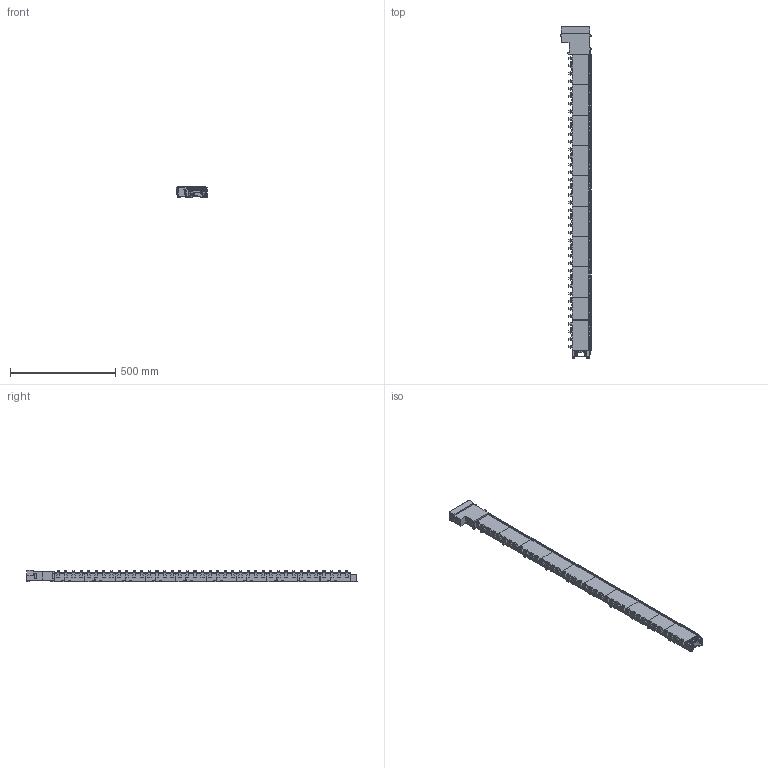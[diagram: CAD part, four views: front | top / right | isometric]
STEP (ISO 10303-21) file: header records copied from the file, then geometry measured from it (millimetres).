
FILE_DESCRIPTION (( 'STEP AP214' ), '1' );
FILE_NAME ('2CCR217000A0001_ASM ZLSP960 left.STEP', '2020-02-05T14:07:57', ( '' ), ( '' ), 'SwSTEP 2.0', 'SolidWorks 2018', '' );
FILE_SCHEMA (( 'AUTOMOTIVE_DESIGN' ));
Length unit declared in the file: millimetre
Products named in the file (5): Einspeisung 250A Links; Dumy Stecksockel_8 fach; 2CCR217000A0001_ASM ZLSP960 left; Dumy Stecksockel_6 fach; 2CCR212001K1001
Assembly tree (12 placements, depth 2):
  2CCR217000A0001_ASM ZLSP960 left
    2CCR212001K1001
    Dumy Stecksockel_6 fach
    Dumy Stecksockel_8 fach  x9
    Einspeisung 250A Links
Bounding box: 151.31 x 1574.7 x 54.02 mm (x, y, z)
Volume: 5002458.9 mm3; surface area: 618497.3 mm2
Topology: 12 solids, 12 shells, 3840 faces, 10824 edges, 7059 vertices
Faces by surface type: plane 3071, bspline 320, cylinder 315, cone 130, sphere 4
Entity records: 74949 total; most frequent: CARTESIAN_POINT 24549, ORIENTED_EDGE 11296, DIRECTION 8932, EDGE_CURVE 5648, LINE 4772, VECTOR 4772, VERTEX_POINT 3659, EDGE_LOOP 2127
